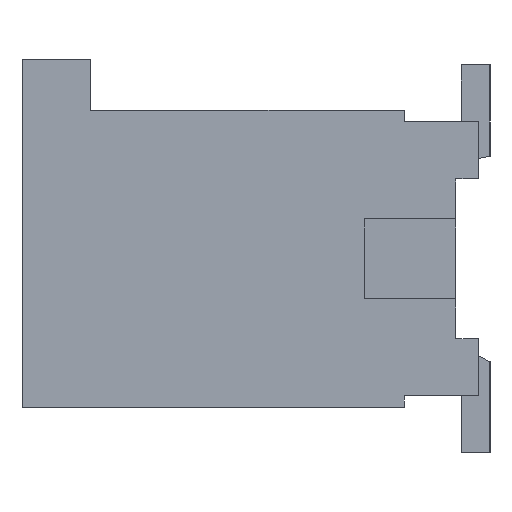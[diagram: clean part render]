
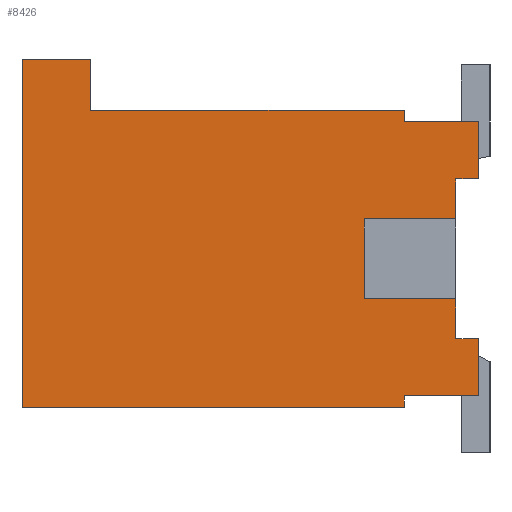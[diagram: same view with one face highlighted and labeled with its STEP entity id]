
A CAD part, left-side view. The second image highlights one B-rep face of the part: STEP entity #8426.
In plain terms, the highlighted planar face has unit normal (-1, 0, 0).
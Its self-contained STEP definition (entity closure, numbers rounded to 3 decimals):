
#1=DIRECTION('',(0.,0.,-1.));
#2=VECTOR('',#1,0.7);
#3=CARTESIAN_POINT('',(-6.3,-0.956,-0.05));
#4=LINE('',#3,#2);
#5=DIRECTION('',(0.,-1.,0.));
#6=VECTOR('',#5,0.8);
#7=CARTESIAN_POINT('',(-6.3,-0.956,-0.75));
#8=LINE('',#7,#6);
#9=DIRECTION('',(0.,0.,-1.));
#10=VECTOR('',#9,0.35);
#11=CARTESIAN_POINT('',(-6.3,-1.756,-0.75));
#12=LINE('',#11,#10);
#13=DIRECTION('',(0.,-1.,0.));
#14=VECTOR('',#13,0.2);
#15=CARTESIAN_POINT('',(-6.3,-1.756,-1.1));
#16=LINE('',#15,#14);
#17=DIRECTION('',(0.,0.,-1.));
#18=VECTOR('',#17,0.5);
#19=CARTESIAN_POINT('',(-6.3,-1.956,-1.1));
#20=LINE('',#19,#18);
#21=DIRECTION('',(0.,1.,0.));
#22=VECTOR('',#21,0.65);
#23=CARTESIAN_POINT('',(-6.3,-1.956,-1.6));
#24=LINE('',#23,#22);
#25=DIRECTION('',(0.,0.,-1.));
#26=VECTOR('',#25,0.1);
#27=CARTESIAN_POINT('',(-6.3,-1.306,-1.6));
#28=LINE('',#27,#26);
#29=DIRECTION('',(0.,1.,0.));
#30=VECTOR('',#29,3.35);
#31=CARTESIAN_POINT('',(-6.3,-1.306,-1.7));
#32=LINE('',#31,#30);
#33=DIRECTION('',(0.,0.,1.));
#34=VECTOR('',#33,3.05);
#35=CARTESIAN_POINT('',(-6.3,2.044,-1.7));
#36=LINE('',#35,#34);
#37=DIRECTION('',(0.,-1.,0.));
#38=VECTOR('',#37,0.6);
#39=CARTESIAN_POINT('',(-6.3,2.044,1.35));
#40=LINE('',#39,#38);
#41=DIRECTION('',(0.,0.,-1.));
#42=VECTOR('',#41,0.45);
#43=CARTESIAN_POINT('',(-6.3,1.444,1.35));
#44=LINE('',#43,#42);
#45=DIRECTION('',(0.,-1.,0.));
#46=VECTOR('',#45,2.75);
#47=CARTESIAN_POINT('',(-6.3,1.444,0.9));
#48=LINE('',#47,#46);
#49=DIRECTION('',(0.,0.,-1.));
#50=VECTOR('',#49,0.1);
#51=CARTESIAN_POINT('',(-6.3,-1.306,0.9));
#52=LINE('',#51,#50);
#53=DIRECTION('',(0.,-1.,0.));
#54=VECTOR('',#53,0.65);
#55=CARTESIAN_POINT('',(-6.3,-1.306,0.8));
#56=LINE('',#55,#54);
#57=DIRECTION('',(0.,0.,-1.));
#58=VECTOR('',#57,0.5);
#59=CARTESIAN_POINT('',(-6.3,-1.956,0.8));
#60=LINE('',#59,#58);
#61=DIRECTION('',(0.,1.,0.));
#62=VECTOR('',#61,0.2);
#63=CARTESIAN_POINT('',(-6.3,-1.956,0.3));
#64=LINE('',#63,#62);
#65=DIRECTION('',(0.,0.,-1.));
#66=VECTOR('',#65,0.35);
#67=CARTESIAN_POINT('',(-6.3,-1.756,0.3));
#68=LINE('',#67,#66);
#69=DIRECTION('',(0.,-1.,0.));
#70=VECTOR('',#69,0.8);
#71=CARTESIAN_POINT('',(-6.3,-0.956,-0.05));
#72=LINE('',#71,#70);
#6405=CARTESIAN_POINT('',(-6.3,2.044,1.35));
#6406=CARTESIAN_POINT('',(-6.3,1.444,1.35));
#6407=VERTEX_POINT('',#6405);
#6408=VERTEX_POINT('',#6406);
#6409=CARTESIAN_POINT('',(-6.3,1.444,0.9));
#6410=VERTEX_POINT('',#6409);
#6411=CARTESIAN_POINT('',(-6.3,-1.306,0.9));
#6412=VERTEX_POINT('',#6411);
#6413=CARTESIAN_POINT('',(-6.3,-1.956,-1.1));
#6414=CARTESIAN_POINT('',(-6.3,-1.956,-1.6));
#6415=VERTEX_POINT('',#6413);
#6416=VERTEX_POINT('',#6414);
#6417=CARTESIAN_POINT('',(-6.3,-1.306,-1.7));
#6418=CARTESIAN_POINT('',(-6.3,2.044,-1.7));
#6419=VERTEX_POINT('',#6417);
#6420=VERTEX_POINT('',#6418);
#6433=CARTESIAN_POINT('',(-6.3,-1.956,0.8));
#6434=CARTESIAN_POINT('',(-6.3,-1.956,0.3));
#6435=VERTEX_POINT('',#6433);
#6436=VERTEX_POINT('',#6434);
#6437=CARTESIAN_POINT('',(-6.3,-1.756,0.3));
#6438=VERTEX_POINT('',#6437);
#6439=CARTESIAN_POINT('',(-6.3,-1.756,-1.1));
#6440=VERTEX_POINT('',#6439);
#7991=CARTESIAN_POINT('',(-6.3,-1.306,0.8));
#7992=VERTEX_POINT('',#7991);
#7993=CARTESIAN_POINT('',(-6.3,-1.306,-1.6));
#7994=VERTEX_POINT('',#7993);
#8043=CARTESIAN_POINT('',(-6.3,-0.956,-0.05));
#8044=CARTESIAN_POINT('',(-6.3,-0.956,-0.75));
#8045=VERTEX_POINT('',#8043);
#8046=VERTEX_POINT('',#8044);
#8047=CARTESIAN_POINT('',(-6.3,-1.756,-0.75));
#8048=VERTEX_POINT('',#8047);
#8049=CARTESIAN_POINT('',(-6.3,-1.756,-0.05));
#8050=VERTEX_POINT('',#8049);
#8383=CARTESIAN_POINT('',(-6.3,0.,0.));
#8384=DIRECTION('',(1.,0.,0.));
#8385=DIRECTION('',(0.,0.,-1.));
#8386=AXIS2_PLACEMENT_3D('',#8383,#8384,#8385);
#8387=PLANE('',#8386);
#8389=ORIENTED_EDGE('',*,*,#8388,.T.);
#8391=ORIENTED_EDGE('',*,*,#8390,.T.);
#8393=ORIENTED_EDGE('',*,*,#8392,.T.);
#8395=ORIENTED_EDGE('',*,*,#8394,.T.);
#8397=ORIENTED_EDGE('',*,*,#8396,.T.);
#8399=ORIENTED_EDGE('',*,*,#8398,.T.);
#8401=ORIENTED_EDGE('',*,*,#8400,.T.);
#8403=ORIENTED_EDGE('',*,*,#8402,.T.);
#8405=ORIENTED_EDGE('',*,*,#8404,.T.);
#8407=ORIENTED_EDGE('',*,*,#8406,.T.);
#8409=ORIENTED_EDGE('',*,*,#8408,.T.);
#8411=ORIENTED_EDGE('',*,*,#8410,.T.);
#8413=ORIENTED_EDGE('',*,*,#8412,.T.);
#8415=ORIENTED_EDGE('',*,*,#8414,.T.);
#8417=ORIENTED_EDGE('',*,*,#8416,.T.);
#8419=ORIENTED_EDGE('',*,*,#8418,.T.);
#8421=ORIENTED_EDGE('',*,*,#8420,.T.);
#8423=ORIENTED_EDGE('',*,*,#8422,.F.);
#8424=EDGE_LOOP('',(#8389,#8391,#8393,#8395,#8397,#8399,#8401,#8403,#8405,#8407,
#8409,#8411,#8413,#8415,#8417,#8419,#8421,#8423));
#8425=FACE_OUTER_BOUND('',#8424,.F.);
#8426=ADVANCED_FACE('',(#8425),#8387,.F.);
#8388=EDGE_CURVE('',#8045,#8046,#4,.T.);
#8390=EDGE_CURVE('',#8046,#8048,#8,.T.);
#8392=EDGE_CURVE('',#8048,#6440,#12,.T.);
#8394=EDGE_CURVE('',#6440,#6415,#16,.T.);
#8396=EDGE_CURVE('',#6415,#6416,#20,.T.);
#8398=EDGE_CURVE('',#6416,#7994,#24,.T.);
#8400=EDGE_CURVE('',#7994,#6419,#28,.T.);
#8402=EDGE_CURVE('',#6419,#6420,#32,.T.);
#8404=EDGE_CURVE('',#6420,#6407,#36,.T.);
#8406=EDGE_CURVE('',#6407,#6408,#40,.T.);
#8408=EDGE_CURVE('',#6408,#6410,#44,.T.);
#8410=EDGE_CURVE('',#6410,#6412,#48,.T.);
#8412=EDGE_CURVE('',#6412,#7992,#52,.T.);
#8414=EDGE_CURVE('',#7992,#6435,#56,.T.);
#8416=EDGE_CURVE('',#6435,#6436,#60,.T.);
#8418=EDGE_CURVE('',#6436,#6438,#64,.T.);
#8420=EDGE_CURVE('',#6438,#8050,#68,.T.);
#8422=EDGE_CURVE('',#8045,#8050,#72,.T.);
